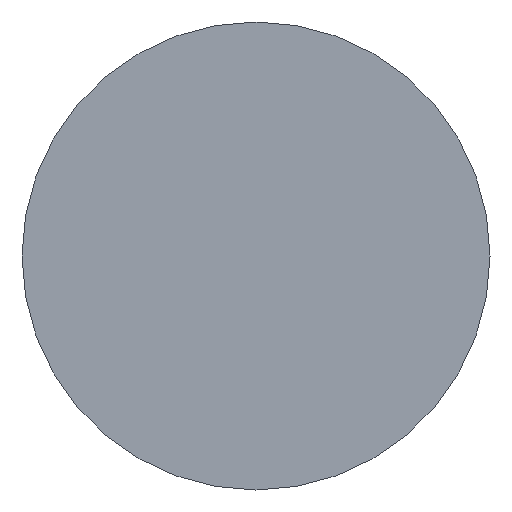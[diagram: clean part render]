
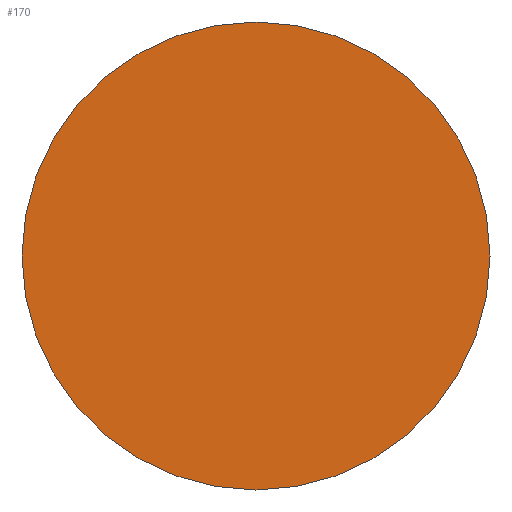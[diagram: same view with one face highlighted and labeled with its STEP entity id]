
A CAD part, front view. The second image highlights one B-rep face of the part: STEP entity #170.
In plain terms, the highlighted planar face has unit normal (0, -1, 0).
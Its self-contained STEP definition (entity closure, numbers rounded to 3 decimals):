
#19=PLANE('',#212);
#25=FACE_OUTER_BOUND('',#34,.T.);
#34=EDGE_LOOP('',(#128,#129));
#58=CIRCLE('',#209,11.5);
#59=CIRCLE('',#210,11.5);
#76=VERTEX_POINT('',#310);
#77=VERTEX_POINT('',#311);
#95=EDGE_CURVE('',#76,#77,#58,.T.);
#96=EDGE_CURVE('',#77,#76,#59,.T.);
#128=ORIENTED_EDGE('',*,*,#95,.T.);
#129=ORIENTED_EDGE('',*,*,#96,.T.);
#170=ADVANCED_FACE('',(#25),#19,.T.);
#209=AXIS2_PLACEMENT_3D('',#312,#254,#255);
#210=AXIS2_PLACEMENT_3D('',#313,#256,#257);
#212=AXIS2_PLACEMENT_3D('',#315,#260,#261);
#254=DIRECTION('center_axis',(0.,-1.,0.));
#255=DIRECTION('ref_axis',(-1.,0.,0.));
#256=DIRECTION('center_axis',(0.,-1.,0.));
#257=DIRECTION('ref_axis',(-1.,0.,0.));
#260=DIRECTION('center_axis',(0.,-1.,0.));
#261=DIRECTION('ref_axis',(0.,0.,-1.));
#310=CARTESIAN_POINT('',(-11.5,0.,0.));
#311=CARTESIAN_POINT('',(0.,0.,11.5));
#312=CARTESIAN_POINT('Origin',(0.,0.,0.));
#313=CARTESIAN_POINT('Origin',(0.,0.,0.));
#315=CARTESIAN_POINT('Origin',(-5.75,0.,
0.));
